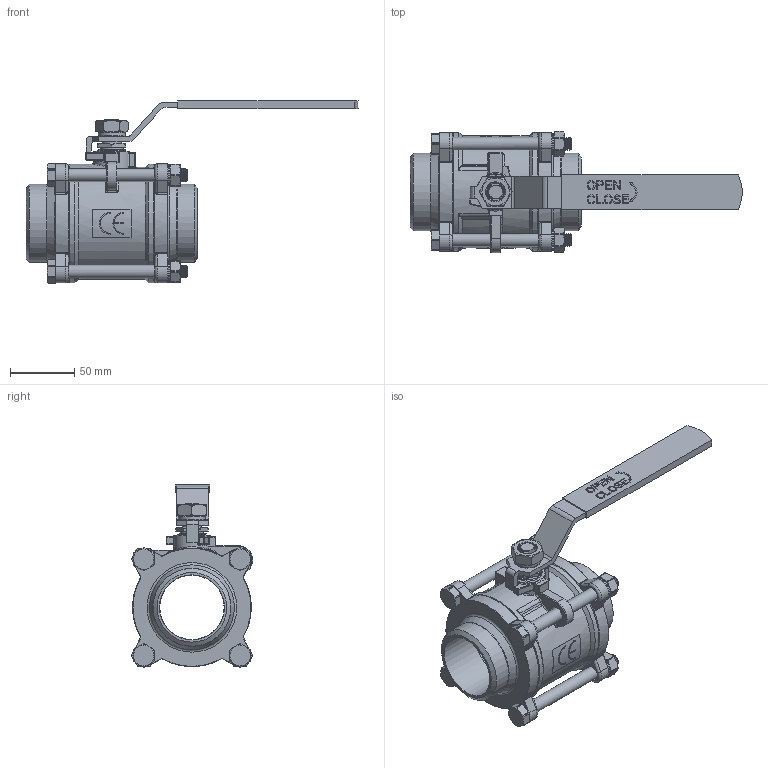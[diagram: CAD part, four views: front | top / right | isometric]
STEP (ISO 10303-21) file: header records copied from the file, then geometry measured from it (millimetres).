
FILE_DESCRIPTION((''),'2;1');
FILE_NAME('913-50.stp','2012-04-16T13:03:15',('gkl'),(''),'Autodesk Inventor 2012','Autodesk Inventor 2012','');
FILE_SCHEMA(('AUTOMOTIVE_DESIGN { 1 0 10303 214 1 1 1 1 }'));
Length unit declared in the file: millimetre
Products named in the file (1): 9050zh-3_asm
Bounding box: 257.65 x 94.12 x 141.46 mm (x, y, z)
Volume: 480964.5 mm3; surface area: 203765 mm2
Topology: 29 solids, 29 shells, 1702 faces, 4864 edges, 3256 vertices
Faces by surface type: plane 883, cylinder 463, bspline 201, torus 89, cone 46, sphere 20
Full cylindrical faces by diameter (mm): 10 x56, 12 x8, 12.5 x1, 15 x4, 15.4 x1, 15.5 x1, 18 x1, 19 x2, 19.5 x1, 20.7 x2, 20.8 x5, 50 x4, 50.1 x1, 60.4 x2, 67 x4, 76.09 x2, 80 x4, 85 x2, 85.2 x2, 87 x1, 92 x2
Entity records: 98128 total; most frequent: CARTESIAN_POINT 57804, ORIENTED_EDGE 9056, DIRECTION 7378, EDGE_CURVE 4528, VERTEX_POINT 3096, AXIS2_PLACEMENT_3D 2691, VECTOR 1996, LINE 1996
